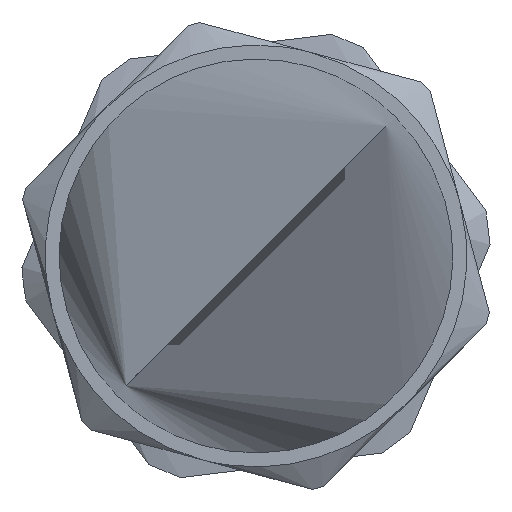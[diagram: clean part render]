
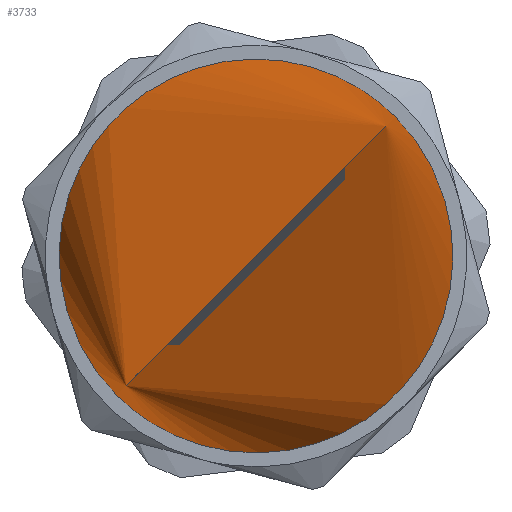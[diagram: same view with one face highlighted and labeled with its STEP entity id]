
A CAD part, left-side view. The second image highlights one B-rep face of the part: STEP entity #3733.
In plain terms, the highlighted free-form (B-spline) face has degree [1, 2] with [2, 9] control points.
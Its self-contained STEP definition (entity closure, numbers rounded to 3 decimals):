
#3662 = EDGE_CURVE('',#3663,#3665,#3667,.T.);
#3663 = VERTEX_POINT('',#3664);
#3664 = CARTESIAN_POINT('',(-15.686,1.996,
    0.));
#3665 = VERTEX_POINT('',#3666);
#3666 = CARTESIAN_POINT('',(15.686,1.996,0.));
#3667 = ( BOUNDED_CURVE() B_SPLINE_CURVE(2,(#3668,#3669,#3670,#3671,
#3672),.UNSPECIFIED.,.F.,.F.) B_SPLINE_CURVE_WITH_KNOTS((3,2,3),(
    -3.142,-1.571,0.),.UNSPECIFIED.) 
CURVE() GEOMETRIC_REPRESENTATION_ITEM() RATIONAL_B_SPLINE_CURVE((1.,
0.707,1.,0.707,1.)) REPRESENTATION_ITEM('') );
#3668 = CARTESIAN_POINT('',(-15.686,1.996,
    0.));
#3669 = CARTESIAN_POINT('',(-15.686,1.996,
    -15.686));
#3670 = CARTESIAN_POINT('',(0.,1.996,-15.686));
#3671 = CARTESIAN_POINT('',(15.686,1.996,
    -15.686));
#3672 = CARTESIAN_POINT('',(15.686,1.996,0.));
#3674 = EDGE_CURVE('',#3665,#3663,#3675,.T.);
#3675 = ( BOUNDED_CURVE() B_SPLINE_CURVE(2,(#3676,#3677,#3678,#3679,
#3680),.UNSPECIFIED.,.F.,.F.) B_SPLINE_CURVE_WITH_KNOTS((3,2,3),(
    0.,1.571,3.142),.UNSPECIFIED.) 
CURVE() GEOMETRIC_REPRESENTATION_ITEM() RATIONAL_B_SPLINE_CURVE((1.,
0.707,1.,0.707,1.)) REPRESENTATION_ITEM('') );
#3676 = CARTESIAN_POINT('',(15.686,1.996,0.));
#3677 = CARTESIAN_POINT('',(15.686,1.996,
    15.686));
#3678 = CARTESIAN_POINT('',(0.,1.996,
    15.686));
#3679 = CARTESIAN_POINT('',(-15.686,1.996,
    15.686));
#3680 = CARTESIAN_POINT('',(-15.686,1.996,
    0.));
#3733 = ADVANCED_FACE('',(#3734),#3764,.T.);
#3734 = FACE_BOUND('',#3735,.T.);
#3735 = EDGE_LOOP('',(#3736,#3748,#3756,#3761,#3762,#3763));
#3736 = ORIENTED_EDGE('',*,*,#3737,.F.);
#3737 = EDGE_CURVE('',#3738,#3740,#3742,.T.);
#3738 = VERTEX_POINT('',#3739);
#3739 = CARTESIAN_POINT('',(-16.813,20.,0.));
#3740 = VERTEX_POINT('',#3741);
#3741 = CARTESIAN_POINT('',(16.813,20.,0.));
#3742 = ( BOUNDED_CURVE() B_SPLINE_CURVE(2,(#3743,#3744,#3745,#3746,
#3747),.UNSPECIFIED.,.F.,.F.) B_SPLINE_CURVE_WITH_KNOTS((3,2,3),(0.,
1.571,3.142),.UNSPECIFIED.) CURVE() 
GEOMETRIC_REPRESENTATION_ITEM() RATIONAL_B_SPLINE_CURVE((1.,
0.707,1.,0.707,1.)) REPRESENTATION_ITEM('') );
#3743 = CARTESIAN_POINT('',(-16.813,20.,0.));
#3744 = CARTESIAN_POINT('',(-16.813,20.,16.813));
#3745 = CARTESIAN_POINT('',(0.,20.,16.813));
#3746 = CARTESIAN_POINT('',(16.813,20.,16.813));
#3747 = CARTESIAN_POINT('',(16.813,20.,0.));
#3748 = ORIENTED_EDGE('',*,*,#3749,.F.);
#3749 = EDGE_CURVE('',#3740,#3738,#3750,.T.);
#3750 = ( BOUNDED_CURVE() B_SPLINE_CURVE(2,(#3751,#3752,#3753,#3754,
#3755),.UNSPECIFIED.,.F.,.F.) B_SPLINE_CURVE_WITH_KNOTS((3,2,3),(
    3.142,4.712,6.283),
.PIECEWISE_BEZIER_KNOTS.) CURVE() GEOMETRIC_REPRESENTATION_ITEM() 
RATIONAL_B_SPLINE_CURVE((1.,0.707,1.,0.707,1.)) 
REPRESENTATION_ITEM('') );
#3751 = CARTESIAN_POINT('',(16.813,20.,0.));
#3752 = CARTESIAN_POINT('',(16.813,20.,-16.813));
#3753 = CARTESIAN_POINT('',(0.,20.,-16.813));
#3754 = CARTESIAN_POINT('',(-16.813,20.,-16.813));
#3755 = CARTESIAN_POINT('',(-16.813,20.,0.));
#3756 = ORIENTED_EDGE('',*,*,#3757,.T.);
#3757 = EDGE_CURVE('',#3740,#3665,#3758,.T.);
#3758 = B_SPLINE_CURVE_WITH_KNOTS('',1,(#3759,#3760),.UNSPECIFIED.,.F.,
  .F.,(2,2),(-0.619,0.495),.PIECEWISE_BEZIER_KNOTS.);
#3759 = CARTESIAN_POINT('',(16.813,20.,0.));
#3760 = CARTESIAN_POINT('',(15.686,1.996,0.));
#3761 = ORIENTED_EDGE('',*,*,#3662,.F.);
#3762 = ORIENTED_EDGE('',*,*,#3674,.F.);
#3763 = ORIENTED_EDGE('',*,*,#3757,.F.);
#3764 = ( BOUNDED_SURFACE() B_SPLINE_SURFACE(1,2,(
    (#3765,#3766,#3767,#3768,#3769,#3770,#3771,#3772,#3773)
    ,(#3774,#3775,#3776,#3777,#3778,#3779,#3780,#3781,#3782
)),.UNSPECIFIED.,.F.,.T.,.F.) B_SPLINE_SURFACE_WITH_KNOTS((2,2),(1,2,2,2
    ,2,2,1),(-0.495,0.619),(-4.712,
    -3.142,-1.571,0.,1.571,3.142,
4.712),.UNSPECIFIED.) GEOMETRIC_REPRESENTATION_ITEM() 
RATIONAL_B_SPLINE_SURFACE((
    (1.,0.707,1.,0.707,1.,0.707,1.
      ,0.707,1.)
    ,(1.,0.707,1.,0.707,1.,0.707,1.
,0.707,1.))) REPRESENTATION_ITEM('') SURFACE() );
#3765 = CARTESIAN_POINT('',(16.813,20.,0.));
#3766 = CARTESIAN_POINT('',(16.813,20.,-16.813));
#3767 = CARTESIAN_POINT('',(0.,20.,-16.813));
#3768 = CARTESIAN_POINT('',(-16.813,20.,-16.813));
#3769 = CARTESIAN_POINT('',(-16.813,20.,0.));
#3770 = CARTESIAN_POINT('',(-16.813,20.,16.813));
#3771 = CARTESIAN_POINT('',(0.,20.,16.813));
#3772 = CARTESIAN_POINT('',(16.813,20.,16.813));
#3773 = CARTESIAN_POINT('',(16.813,20.,0.));
#3774 = CARTESIAN_POINT('',(15.686,1.996,0.));
#3775 = CARTESIAN_POINT('',(15.686,1.996,
    -15.686));
#3776 = CARTESIAN_POINT('',(0.,1.996,-15.686));
#3777 = CARTESIAN_POINT('',(-15.686,1.996,
    -15.686));
#3778 = CARTESIAN_POINT('',(-15.686,1.996,0.));
#3779 = CARTESIAN_POINT('',(-15.686,1.996,
    15.686));
#3780 = CARTESIAN_POINT('',(0.,1.996,15.686));
#3781 = CARTESIAN_POINT('',(15.686,1.996,
    15.686));
#3782 = CARTESIAN_POINT('',(15.686,1.996,0.));
